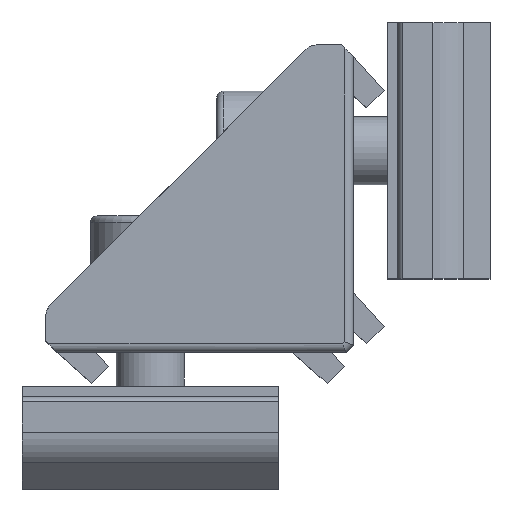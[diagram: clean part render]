
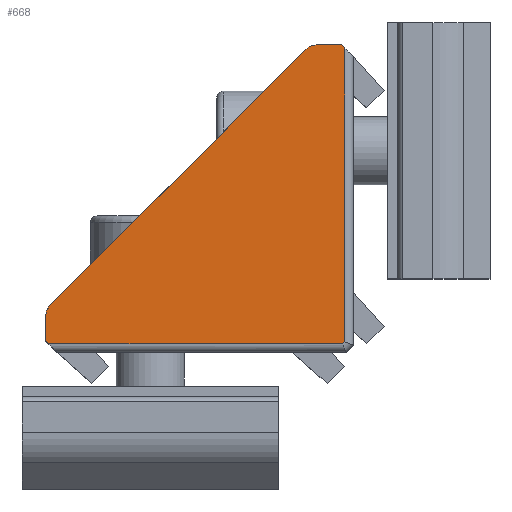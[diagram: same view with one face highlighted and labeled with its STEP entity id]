
A CAD part, top view. The second image highlights one B-rep face of the part: STEP entity #668.
In plain terms, the highlighted planar face has unit normal (0.012, -0.012, 1).
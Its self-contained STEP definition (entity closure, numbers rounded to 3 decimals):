
#668=ADVANCED_FACE('',(#1331),#1332,.T.);
#1331=FACE_OUTER_BOUND('',#2195,.T.);
#1332=PLANE('',#2196);
#2195=EDGE_LOOP('',(#3751,#3752,#3753,#3754,#3755,#3756,#3757,#3758,#3759,#3760));
#2196=AXIS2_PLACEMENT_3D('',#3761,#3762,#3763);
#3751=ORIENTED_EDGE('',*,*,#4774,.T.);
#3752=ORIENTED_EDGE('',*,*,#4945,.T.);
#3753=ORIENTED_EDGE('',*,*,#4614,.T.);
#3754=ORIENTED_EDGE('',*,*,#4766,.T.);
#3755=ORIENTED_EDGE('',*,*,#4946,.T.);
#3756=ORIENTED_EDGE('',*,*,#4947,.T.);
#3757=ORIENTED_EDGE('',*,*,#4641,.T.);
#3758=ORIENTED_EDGE('',*,*,#4467,.T.);
#3759=ORIENTED_EDGE('',*,*,#4837,.T.);
#3760=ORIENTED_EDGE('',*,*,#4646,.T.);
#3761=CARTESIAN_POINT('',(-2.799,17.707,9.0));
#3762=DIRECTION('',(0.012,-0.012,1.));
#3763=DIRECTION('',(-0.707,-0.707,0.0));
#4467=EDGE_CURVE('',#5299,#5297,#5300,.F.);
#4614=EDGE_CURVE('',#5537,#5542,#5544,.T.);
#4641=EDGE_CURVE('',#5587,#5299,#5588,.T.);
#4646=EDGE_CURVE('',#5596,#5594,#5597,.F.);
#4766=EDGE_CURVE('',#5542,#5792,#5794,.T.);
#4774=EDGE_CURVE('',#5594,#5803,#5805,.F.);
#4837=EDGE_CURVE('',#5297,#5596,#5892,.T.);
#4945=EDGE_CURVE('',#5803,#5537,#6027,.T.);
#4946=EDGE_CURVE('',#5792,#6028,#6029,.F.);
#4947=EDGE_CURVE('',#6028,#5587,#6030,.F.);
#5297=VERTEX_POINT('',#6520);
#5299=VERTEX_POINT('',#6523);
#5300=LINE('',#6524,#6525);
#5537=VERTEX_POINT('',#6885);
#5542=VERTEX_POINT('',#6901);
#5544=LINE('',#6913,#6914);
#5587=VERTEX_POINT('',#6980);
#5588=ELLIPSE('',#6981,1.,1.0);
#5594=VERTEX_POINT('',#6989);
#5596=VERTEX_POINT('',#6992);
#5597=LINE('',#6993,#6994);
#5792=VERTEX_POINT('',#7269);
#5794=LINE('',#7271,#7272);
#5803=VERTEX_POINT('',#7285);
#5805=LINE('',#7287,#7288);
#5892=ELLIPSE('',#7422,1.,1.0);
#6027=LINE('',#7621,#7622);
#6028=VERTEX_POINT('',#7623);
#6029=LINE('',#7624,#7625);
#6030=LINE('',#7626,#7627);
#6520=CARTESIAN_POINT('',(-17.707,2.799,9.0));
#6523=CARTESIAN_POINT('',(-2.799,17.707,9.0));
#6524=CARTESIAN_POINT('',(-2.799,17.707,9.0));
#6525=VECTOR('',#7986,1.0);
#6885=CARTESIAN_POINT('',(-0.625,0.494,8.761));
#6901=CARTESIAN_POINT('',(-0.494,0.625,8.761));
#6913=CARTESIAN_POINT('',(-0.347,0.772,8.761));
#6914=VECTOR('',#8169,1.0);
#6980=CARTESIAN_POINT('',(-2.092,18.0,8.995));
#6981=AXIS2_PLACEMENT_3D('',#8195,#8196,#8197);
#6989=CARTESIAN_POINT('',(-18.0,0.676,8.977));
#6992=CARTESIAN_POINT('',(-18.0,2.092,8.995));
#6993=CARTESIAN_POINT('',(-18.0,17.705,9.188));
#6994=VECTOR('',#8201,1.0);
#7269=CARTESIAN_POINT('',(-0.494,17.818,8.973));
#7271=CARTESIAN_POINT('',(-0.494,17.324,8.967));
#7272=VECTOR('',#8378,1.0);
#7285=CARTESIAN_POINT('',(-17.818,0.494,8.973));
#7287=CARTESIAN_POINT('',(-18.915,1.591,9.0));
#7288=VECTOR('',#8389,1.0);
#7422=AXIS2_PLACEMENT_3D('',#8458,#8459,#8460);
#7621=CARTESIAN_POINT('',(-0.424,0.494,8.758));
#7622=VECTOR('',#8560,1.0);
#7623=CARTESIAN_POINT('',(-0.676,18.0,8.977));
#7624=CARTESIAN_POINT('',(-1.591,18.915,9.0));
#7625=VECTOR('',#8561,1.0);
#7626=CARTESIAN_POINT('',(-2.799,18.0,9.004));
#7627=VECTOR('',#8562,1.0);
#7986=DIRECTION('',(0.707,0.707,0.));
#8169=DIRECTION('',(0.707,0.707,0.));
#8195=CARTESIAN_POINT('',(-2.092,17.0,8.983));
#8196=DIRECTION('',(0.012,-0.012,1.));
#8197=DIRECTION('',(-0.707,0.707,0.017));
#8201=DIRECTION('',(0.,1.,0.012));
#8378=DIRECTION('',(0.,1.,0.012));
#8389=DIRECTION('',(-0.707,0.707,0.017));
#8458=CARTESIAN_POINT('',(-17.0,2.092,8.983));
#8459=DIRECTION('',(0.012,-0.012,1.));
#8460=DIRECTION('',(-0.707,0.707,0.017));
#8560=DIRECTION('',(1.,0.,-0.012));
#8561=DIRECTION('',(0.707,-0.707,-0.017));
#8562=DIRECTION('',(1.,0.0,-0.012));
